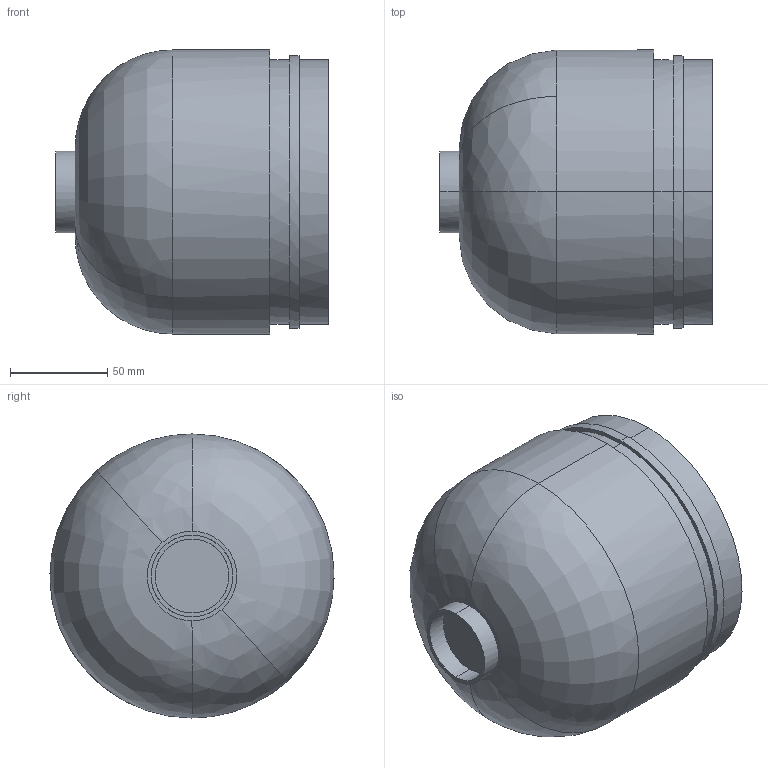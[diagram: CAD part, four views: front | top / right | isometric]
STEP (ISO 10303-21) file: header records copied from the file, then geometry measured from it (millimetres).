
FILE_DESCRIPTION(('CATIA V5 STEP'),'2;1');
FILE_NAME('MAINBODY_BACK.stp','2008-08-18T12:41:46+00:00',('none'),('none'),'CATIA Version 5 Release 19 SP 1 (IN-PROTO)','CATIA V5 STEP AP214','none');
FILE_SCHEMA(('AUTOMOTIVE_DESIGN { 1 0 10303 214 1 1 1 1 }'));
Length unit declared in the file: inch
Products named in the file (1): MAINBODY_BACK
Bounding box: 140 x 145.98 x 146 mm (x, y, z)
Volume: 72810.8 mm3; surface area: 136691.1 mm2
Topology: 1 solids, 1 shells, 31 faces, 62 edges, 40 vertices
Faces by surface type: cylinder 16, plane 9, bspline 6
Entity records: 1482 total; most frequent: CARTESIAN_POINT 895, ORIENTED_EDGE 124, DIRECTION 77, EDGE_CURVE 62, AXIS2_PLACEMENT_3D 40, VERTEX_POINT 40, EDGE_LOOP 38, ADVANCED_FACE 31
